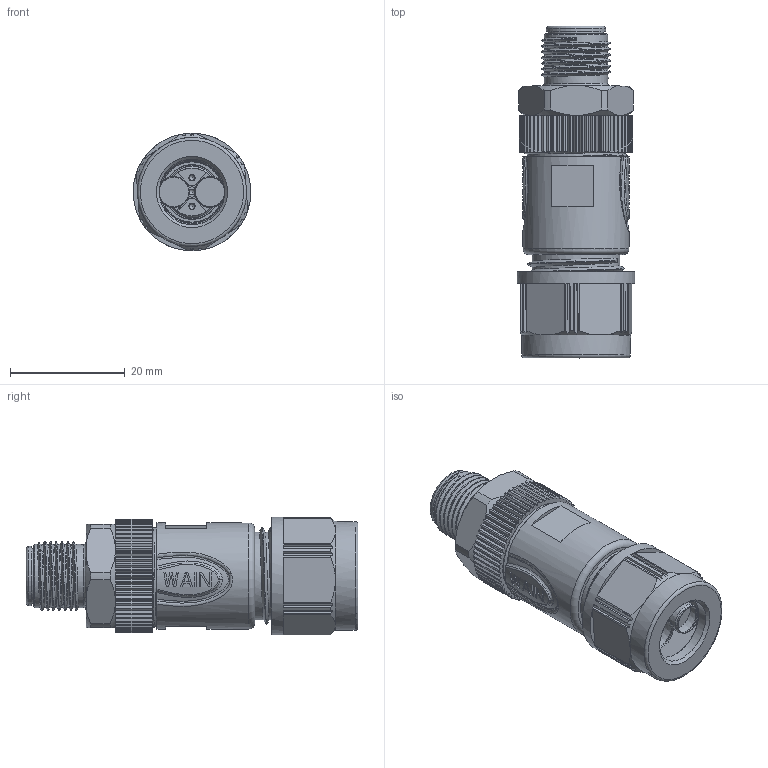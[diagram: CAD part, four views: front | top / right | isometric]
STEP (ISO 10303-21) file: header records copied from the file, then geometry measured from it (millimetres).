
FILE_DESCRIPTION(/* description */ (''),/* implementation_level */ '2;1');
FILE_NAME(/* name */ '3D_1630054113204_M12S-M05A-T-2D5_V1.0_stp.stp',/* time_stamp */ '2024-01-30T13:51:14+08:00',/* author */ (''),/* organization */ (''),/* preprocessor_version */ 'ST-DEVELOPER v18.1',/* originating_system */ 'SIEMENS PLM Software NX 1980',/* authorisation */ '');
FILE_SCHEMA (('MODEL_BASED_INTEGRATED_MANUFACTURING_SCHEMA'));
Length unit declared in the file: millimetre
Products named in the file (1): 3D_1630054113204_M12S-M05A-T-2D5_V1.0_stp
Bounding box: 20.5 x 57.8 x 20.5 mm (x, y, z)
Volume: 13243.9 mm3; surface area: 5812.2 mm2
Topology: 1 solids, 5 shells, 624 faces, 1738 edges, 1151 vertices
Faces by surface type: plane 334, cylinder 190, cone 50, bspline 24, torus 21, sphere 5
Full cylindrical faces by diameter (mm): 1 x5, 5.1 x2, 9.5 x1, 9.6 x1, 10.4 x1, 11 x7, 11.4 x1, 15.3 x1, 18.5 x1, 19 x1, 20.5 x1
Entity records: 26494 total; most frequent: CARTESIAN_POINT 11341, ORIENTED_EDGE 3306, DIRECTION 2935, EDGE_CURVE 1653, VERTEX_POINT 1115, AXIS2_PLACEMENT_3D 1069, LINE 797, VECTOR 797
